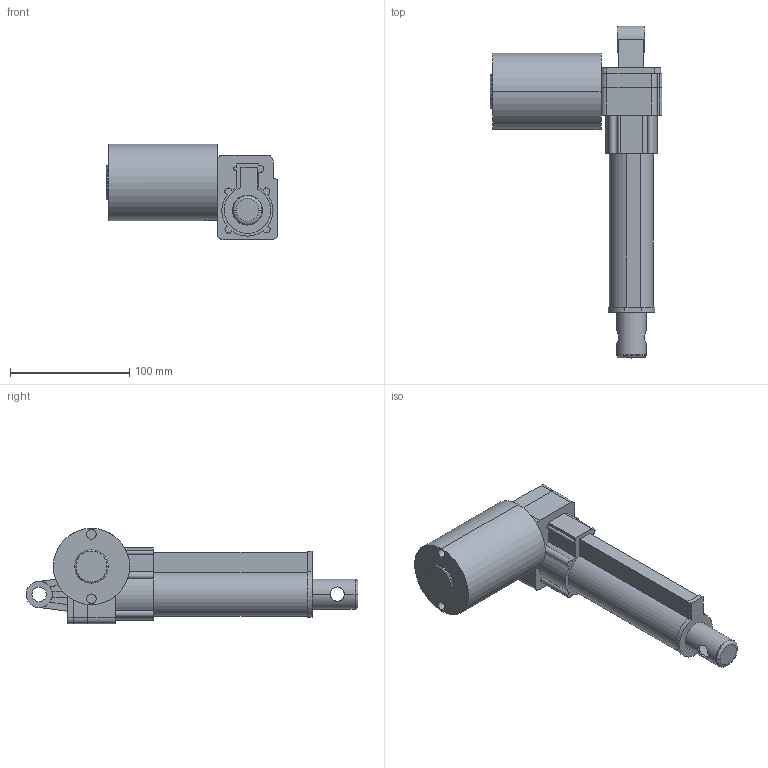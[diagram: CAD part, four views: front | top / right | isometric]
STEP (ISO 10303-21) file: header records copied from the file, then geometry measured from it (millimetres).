
FILE_DESCRIPTION((''),'2;1');
FILE_NAME('TGB-L_ASM','2022-04-12T',('Administrator'),(''),'PRO/ENGINEER BY PARAMETRIC TECHNOLOGY CORPORATION, 2008380','PRO/ENGINEER BY PARAMETRIC TECHNOLOGY CORPORATION, 2008380','');
FILE_SCHEMA(('CONFIG_CONTROL_DESIGN'));
Length unit declared in the file: millimetre
Products named in the file (10): DZ; DZ-1; DZ-ZG; DZ-SG; NG-1; NG-02; DZ-03; NG--01; WG-SG-4; TGB-L_ASM
Assembly tree (9 placements, depth 2):
  TGB-L_ASM
    DZ
    DZ-1
    DZ-ZG
    DZ-SG
    NG-1
    NG-02
    DZ-03
    NG--01
    WG-SG-4
Bounding box: 144.03 x 278.5 x 80 mm (x, y, z)
Volume: 544428 mm3; surface area: 142032.5 mm2
Topology: 9 solids, 9 shells, 164 faces, 415 edges, 271 vertices
Faces by surface type: plane 81, cylinder 77, torus 6
Entity records: 5393 total; most frequent: CARTESIAN_POINT 1012, DIRECTION 942, ORIENTED_EDGE 830, EDGE_CURVE 415, AXIS2_PLACEMENT_3D 353, VERTEX_POINT 271, VECTOR 236, LINE 236
